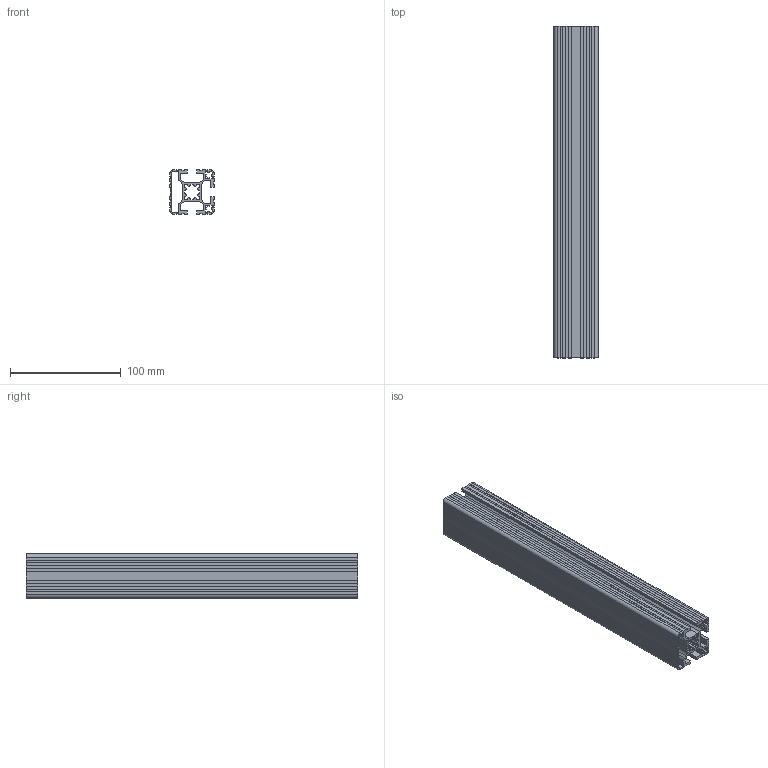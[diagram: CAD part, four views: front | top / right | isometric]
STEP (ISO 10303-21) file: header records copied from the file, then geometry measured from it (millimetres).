
FILE_DESCRIPTION (( 'STEP AP214' ), '1' );
FILE_NAME ('1727980352135.step', '2024-10-03T18:32:34', ( 'Windows User' ), ( '' ), 'SwSTEP 2.0', 'SolidWorks 2011', '' );
FILE_SCHEMA (( 'AUTOMOTIVE_DESIGN' ));
Length unit declared in the file: millimetre
Products named in the file (2): 1727980352135; 1.11.040040.33Lx300.00(1)
Assembly tree (1 placements, depth 2):
  1727980352135
    1.11.040040.33Lx300.00(1)
Bounding box: 40 x 300 x 40 mm (x, y, z)
Volume: 146763.9 mm3; surface area: 158188.2 mm2
Topology: 1 solids, 1 shells, 224 faces, 666 edges, 444 vertices
Faces by surface type: plane 180, cylinder 44
Entity records: 7520 total; most frequent: CARTESIAN_POINT 1338, ORIENTED_EDGE 1332, DIRECTION 1210, EDGE_CURVE 666, LINE 578, VECTOR 578, VERTEX_POINT 444, AXIS2_PLACEMENT_3D 316
